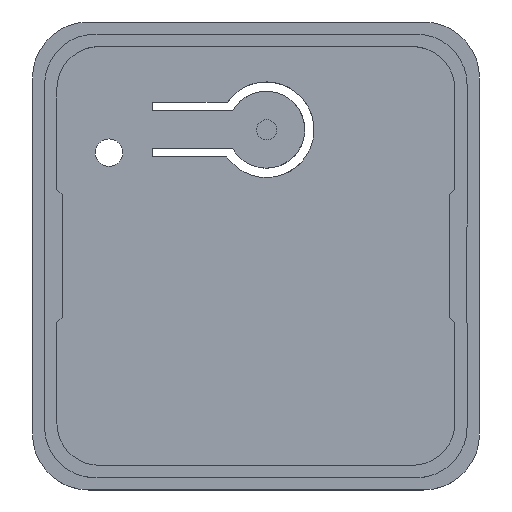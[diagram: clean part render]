
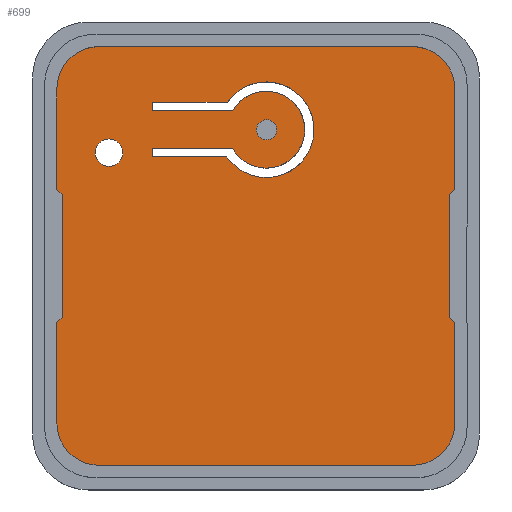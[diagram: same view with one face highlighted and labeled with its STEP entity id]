
A CAD part, top view. The second image highlights one B-rep face of the part: STEP entity #699.
In plain terms, the highlighted planar face has unit normal (0, 0, 1).
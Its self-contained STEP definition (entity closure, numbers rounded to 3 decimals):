
#74=CARTESIAN_POINT('',(-101.783,148.112,3.286));
#75=VERTEX_POINT('',#74);
#82=CARTESIAN_POINT('',(-101.783,175.303,3.286));
#83=VERTEX_POINT('',#82);
#84=CARTESIAN_POINT('',(-101.783,175.303,3.286));
#85=DIRECTION('',(0.,-1.,-0.));
#86=VECTOR('',#85,27.192);
#87=LINE('',#84,#86);
#88=EDGE_CURVE('',#83,#75,#87,.T.);
#500=CARTESIAN_POINT('',(-96.484,150.625,3.286));
#501=DIRECTION('',(0.,0.,1.));
#502=DIRECTION('',(1.,0.,-0.));
#503=AXIS2_PLACEMENT_3D('',#500,#501,#502);
#504=PLANE('',#503);
#505=CARTESIAN_POINT('',(-69.383,167.118,3.286));
#506=VERTEX_POINT('',#505);
#507=CARTESIAN_POINT('',(-69.383,156.3,3.286));
#508=VERTEX_POINT('',#507);
#509=CARTESIAN_POINT('',(-69.383,167.118,3.286));
#510=DIRECTION('',(0.,-1.,0.));
#511=VECTOR('',#510,10.817);
#512=LINE('',#509,#511);
#513=EDGE_CURVE('',#506,#508,#512,.T.);
#514=ORIENTED_EDGE('',*,*,#513,.F.);
#515=CARTESIAN_POINT('',(-69.383,175.303,3.286));
#516=VERTEX_POINT('',#515);
#517=CARTESIAN_POINT('',(-69.383,167.118,3.286));
#518=DIRECTION('',(-0.,1.,-0.));
#519=VECTOR('',#518,8.186);
#520=LINE('',#517,#519);
#521=EDGE_CURVE('',#506,#516,#520,.T.);
#522=ORIENTED_EDGE('',*,*,#521,.T.);
#523=CARTESIAN_POINT('',(-72.837,178.758,3.286));
#524=VERTEX_POINT('',#523);
#525=CARTESIAN_POINT('',(-72.837,175.303,3.286));
#526=DIRECTION('',(0.,0.,1.));
#527=DIRECTION('',(1.,0.,-0.));
#528=AXIS2_PLACEMENT_3D('',#525,#526,#527);
#529=CIRCLE('',#528,3.455);
#530=EDGE_CURVE('',#516,#524,#529,.T.);
#531=ORIENTED_EDGE('',*,*,#530,.T.);
#532=CARTESIAN_POINT('',(-98.328,178.758,3.286));
#533=VERTEX_POINT('',#532);
#534=CARTESIAN_POINT('',(-72.837,178.758,3.286));
#535=DIRECTION('',(-1.,0.,0.));
#536=VECTOR('',#535,25.49);
#537=LINE('',#534,#536);
#538=EDGE_CURVE('',#524,#533,#537,.T.);
#539=ORIENTED_EDGE('',*,*,#538,.T.);
#540=CARTESIAN_POINT('',(-98.328,175.303,3.286));
#541=DIRECTION('',(0.,0.,1.));
#542=DIRECTION('',(1.,0.,-0.));
#543=AXIS2_PLACEMENT_3D('',#540,#541,#542);
#544=CIRCLE('',#543,3.455);
#545=EDGE_CURVE('',#533,#83,#544,.T.);
#546=ORIENTED_EDGE('',*,*,#545,.T.);
#547=ORIENTED_EDGE('',*,*,#88,.T.);
#548=CARTESIAN_POINT('',(-98.328,144.657,3.286));
#549=VERTEX_POINT('',#548);
#550=CARTESIAN_POINT('',(-98.328,148.112,3.286));
#551=DIRECTION('',(0.,0.,1.));
#552=DIRECTION('',(1.,0.,-0.));
#553=AXIS2_PLACEMENT_3D('',#550,#551,#552);
#554=CIRCLE('',#553,3.455);
#555=EDGE_CURVE('',#75,#549,#554,.T.);
#556=ORIENTED_EDGE('',*,*,#555,.T.);
#557=CARTESIAN_POINT('',(-72.837,144.657,3.286));
#558=VERTEX_POINT('',#557);
#559=CARTESIAN_POINT('',(-98.328,144.657,3.286));
#560=DIRECTION('',(1.,0.,-0.));
#561=VECTOR('',#560,25.49);
#562=LINE('',#559,#561);
#563=EDGE_CURVE('',#549,#558,#562,.T.);
#564=ORIENTED_EDGE('',*,*,#563,.T.);
#565=CARTESIAN_POINT('',(-69.383,148.112,3.286));
#566=VERTEX_POINT('',#565);
#567=CARTESIAN_POINT('',(-72.837,148.112,3.286));
#568=DIRECTION('',(0.,0.,1.));
#569=DIRECTION('',(1.,0.,-0.));
#570=AXIS2_PLACEMENT_3D('',#567,#568,#569);
#571=CIRCLE('',#570,3.455);
#572=EDGE_CURVE('',#558,#566,#571,.T.);
#573=ORIENTED_EDGE('',*,*,#572,.T.);
#574=CARTESIAN_POINT('',(-69.383,148.112,3.286));
#575=DIRECTION('',(-0.,1.,-0.));
#576=VECTOR('',#575,8.188);
#577=LINE('',#574,#576);
#578=EDGE_CURVE('',#566,#508,#577,.T.);
#579=ORIENTED_EDGE('',*,*,#578,.T.);
#580=EDGE_LOOP('',(#514,#522,#531,#539,#546,#547,#556,#564,#573,#579));
#581=FACE_BOUND('',#580,.T.);
#582=CARTESIAN_POINT('',(-87.461,173.521,3.286));
#583=VERTEX_POINT('',#582);
#584=CARTESIAN_POINT('',(-84.732,168.858,3.286));
#585=VERTEX_POINT('',#584);
#586=CARTESIAN_POINT('',(-84.732,171.988,3.286));
#587=DIRECTION('',(-0.,-0.,-1.));
#588=DIRECTION('',(1.,0.,-0.));
#589=AXIS2_PLACEMENT_3D('',#586,#587,#588);
#590=CIRCLE('',#589,3.13);
#591=EDGE_CURVE('',#583,#585,#590,.T.);
#592=ORIENTED_EDGE('',*,*,#591,.F.);
#593=CARTESIAN_POINT('',(-94.012,173.521,3.286));
#594=VERTEX_POINT('',#593);
#595=CARTESIAN_POINT('',(-87.461,173.521,3.286));
#596=DIRECTION('',(-1.,0.,0.));
#597=VECTOR('',#596,6.552);
#598=LINE('',#595,#597);
#599=EDGE_CURVE('',#583,#594,#598,.T.);
#600=ORIENTED_EDGE('',*,*,#599,.T.);
#601=CARTESIAN_POINT('',(-94.012,174.239,3.286));
#602=VERTEX_POINT('',#601);
#603=CARTESIAN_POINT('',(-94.012,174.239,3.286));
#604=DIRECTION('',(0.,-1.,0.));
#605=VECTOR('',#604,0.718);
#606=LINE('',#603,#605);
#607=EDGE_CURVE('',#602,#594,#606,.T.);
#608=ORIENTED_EDGE('',*,*,#607,.F.);
#609=CARTESIAN_POINT('',(-87.908,174.239,3.286));
#610=VERTEX_POINT('',#609);
#611=CARTESIAN_POINT('',(-87.908,174.239,3.286));
#612=DIRECTION('',(-1.,0.,0.));
#613=VECTOR('',#612,6.105);
#614=LINE('',#611,#613);
#615=EDGE_CURVE('',#610,#602,#614,.T.);
#616=ORIENTED_EDGE('',*,*,#615,.F.);
#617=CARTESIAN_POINT('',(-81.174,173.569,3.286));
#618=VERTEX_POINT('',#617);
#619=CARTESIAN_POINT('',(-84.732,171.988,3.286));
#620=DIRECTION('',(0.,0.,1.));
#621=DIRECTION('',(1.,0.,-0.));
#622=AXIS2_PLACEMENT_3D('',#619,#620,#621);
#623=CIRCLE('',#622,3.893);
#624=EDGE_CURVE('',#618,#610,#623,.T.);
#625=ORIENTED_EDGE('',*,*,#624,.F.);
#626=CARTESIAN_POINT('',(-84.732,168.095,3.286));
#627=VERTEX_POINT('',#626);
#628=CARTESIAN_POINT('',(-84.732,171.988,3.286));
#629=DIRECTION('',(0.,0.,1.));
#630=DIRECTION('',(1.,0.,-0.));
#631=AXIS2_PLACEMENT_3D('',#628,#629,#630);
#632=CIRCLE('',#631,3.893);
#633=EDGE_CURVE('',#627,#618,#632,.T.);
#634=ORIENTED_EDGE('',*,*,#633,.F.);
#635=CARTESIAN_POINT('',(-87.932,169.772,3.286));
#636=VERTEX_POINT('',#635);
#637=CARTESIAN_POINT('',(-84.732,171.988,3.286));
#638=DIRECTION('',(0.,0.,1.));
#639=DIRECTION('',(1.,0.,-0.));
#640=AXIS2_PLACEMENT_3D('',#637,#638,#639);
#641=CIRCLE('',#640,3.893);
#642=EDGE_CURVE('',#636,#627,#641,.T.);
#643=ORIENTED_EDGE('',*,*,#642,.F.);
#644=CARTESIAN_POINT('',(-94.012,169.772,3.286));
#645=VERTEX_POINT('',#644);
#646=CARTESIAN_POINT('',(-94.012,169.772,3.286));
#647=DIRECTION('',(1.,0.,-0.));
#648=VECTOR('',#647,6.08);
#649=LINE('',#646,#648);
#650=EDGE_CURVE('',#645,#636,#649,.T.);
#651=ORIENTED_EDGE('',*,*,#650,.F.);
#652=CARTESIAN_POINT('',(-94.012,170.485,3.286));
#653=VERTEX_POINT('',#652);
#654=CARTESIAN_POINT('',(-94.012,170.485,3.286));
#655=DIRECTION('',(0.,-1.,0.));
#656=VECTOR('',#655,0.714);
#657=LINE('',#654,#656);
#658=EDGE_CURVE('',#653,#645,#657,.T.);
#659=ORIENTED_EDGE('',*,*,#658,.F.);
#660=CARTESIAN_POINT('',(-87.478,170.485,3.286));
#661=VERTEX_POINT('',#660);
#662=CARTESIAN_POINT('',(-87.478,170.485,3.286));
#663=DIRECTION('',(-1.,0.,0.));
#664=VECTOR('',#663,6.535);
#665=LINE('',#662,#664);
#666=EDGE_CURVE('',#661,#653,#665,.T.);
#667=ORIENTED_EDGE('',*,*,#666,.F.);
#668=CARTESIAN_POINT('',(-84.732,171.988,3.286));
#669=DIRECTION('',(-0.,-0.,-1.));
#670=DIRECTION('',(1.,0.,-0.));
#671=AXIS2_PLACEMENT_3D('',#668,#669,#670);
#672=CIRCLE('',#671,3.13);
#673=EDGE_CURVE('',#585,#661,#672,.T.);
#674=ORIENTED_EDGE('',*,*,#673,.F.);
#675=EDGE_LOOP('',(#592,#600,#608,#616,#625,#634,#643,#651,#659,#667,#674));
#676=FACE_BOUND('',#675,.T.);
#677=CARTESIAN_POINT('',(-83.886,171.981,3.286));
#678=VERTEX_POINT('',#677);
#679=CARTESIAN_POINT('',(-84.711,171.981,3.286));
#680=DIRECTION('',(0.,0.,1.));
#681=DIRECTION('',(1.,0.,-0.));
#682=AXIS2_PLACEMENT_3D('',#679,#680,#681);
#683=CIRCLE('',#682,0.824);
#684=EDGE_CURVE('',#678,#678,#683,.T.);
#685=ORIENTED_EDGE('',*,*,#684,.F.);
#686=EDGE_LOOP('',(#685));
#687=FACE_BOUND('',#686,.T.);
#688=CARTESIAN_POINT('',(-98.654,170.122,3.286));
#689=VERTEX_POINT('',#688);
#690=CARTESIAN_POINT('',(-97.535,170.122,3.286));
#691=DIRECTION('',(-0.,-0.,-1.));
#692=DIRECTION('',(1.,0.,-0.));
#693=AXIS2_PLACEMENT_3D('',#690,#691,#692);
#694=CIRCLE('',#693,1.119);
#695=EDGE_CURVE('',#689,#689,#694,.T.);
#696=ORIENTED_EDGE('',*,*,#695,.T.);
#697=EDGE_LOOP('',(#696));
#698=FACE_BOUND('',#697,.T.);
#699=ADVANCED_FACE('',(#581,#676,#687,#698),#504,.T.);
